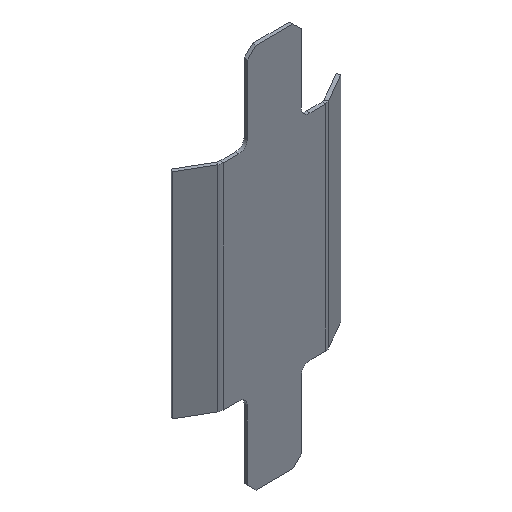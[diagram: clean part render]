
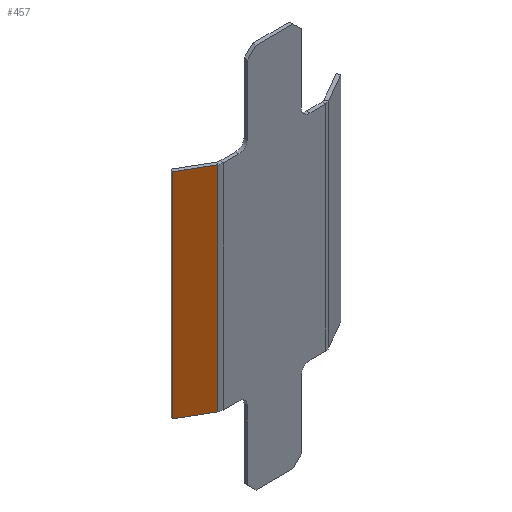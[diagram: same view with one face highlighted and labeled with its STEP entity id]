
A CAD part, isometric view. The second image highlights one B-rep face of the part: STEP entity #457.
In plain terms, the highlighted planar face has unit normal (-0.5, -0.866, 0).
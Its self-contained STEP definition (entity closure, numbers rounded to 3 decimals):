
#11 = ORIENTED_EDGE ( 'NONE', *, *, #229, .F. ) ;
#15 = LINE ( 'NONE', #818, #911 ) ;
#34 = EDGE_CURVE ( 'NONE', #497, #1003, #861, .T. ) ;
#138 = PLANE ( 'NONE',  #920 ) ;
#152 = VERTEX_POINT ( 'NONE', #1032 ) ;
#153 = DIRECTION ( 'NONE',  ( 0.866, -0.5, 0. ) ) ;
#170 = DIRECTION ( 'NONE',  ( -0.866, 0.5, 0. ) ) ;
#184 = VECTOR ( 'NONE', #170, 1000. ) ;
#209 = EDGE_CURVE ( 'NONE', #1108, #497, #15, .T. ) ;
#229 = EDGE_CURVE ( 'NONE', #152, #1108, #437, .T. ) ;
#233 = VECTOR ( 'NONE', #566, 1000. ) ;
#272 = CARTESIAN_POINT ( 'NONE',  ( -6.336, -0.346, 12.5 ) ) ;
#285 = LINE ( 'NONE', #1098, #233 ) ;
#393 = ORIENTED_EDGE ( 'NONE', *, *, #209, .F. ) ;
#400 = CARTESIAN_POINT ( 'NONE',  ( -1.855, -2.934, 0. ) ) ;
#421 = EDGE_LOOP ( 'NONE', ( #846, #1026, #393, #11 ) ) ;
#430 = CARTESIAN_POINT ( 'NONE',  ( -9.85, 1.682, -12.5 ) ) ;
#437 = LINE ( 'NONE', #430, #184 ) ;
#445 = CARTESIAN_POINT ( 'NONE',  ( -6.475, -0.266, 12.5 ) ) ;
#457 = ADVANCED_FACE ( 'NONE', ( #1068 ), #138, .F. ) ;
#497 = VERTEX_POINT ( 'NONE', #889 ) ;
#566 = DIRECTION ( 'NONE',  ( 0., 0., -1. ) ) ;
#590 = EDGE_CURVE ( 'NONE', #1003, #152, #285, .T. ) ;
#601 = VECTOR ( 'NONE', #706, 1000. ) ;
#706 = DIRECTION ( 'NONE',  ( 0.866, -0.5, 0. ) ) ;
#812 = CARTESIAN_POINT ( 'NONE',  ( -9.85, 1.682, -12.5 ) ) ;
#818 = CARTESIAN_POINT ( 'NONE',  ( -9.85, 1.682, 12.5 ) ) ;
#834 = DIRECTION ( 'NONE',  ( 0., 0., 1. ) ) ;
#846 = ORIENTED_EDGE ( 'NONE', *, *, #590, .F. ) ;
#861 = LINE ( 'NONE', #272, #601 ) ;
#889 = CARTESIAN_POINT ( 'NONE',  ( -9.85, 1.682, 12.5 ) ) ;
#911 = VECTOR ( 'NONE', #834, 1000. ) ;
#920 = AXIS2_PLACEMENT_3D ( 'NONE', #400, #986, #153 ) ;
#986 = DIRECTION ( 'NONE',  ( 0.5, 0.866, 0. ) ) ;
#1003 = VERTEX_POINT ( 'NONE', #445 ) ;
#1026 = ORIENTED_EDGE ( 'NONE', *, *, #34, .F. ) ;
#1032 = CARTESIAN_POINT ( 'NONE',  ( -6.475, -0.266, -12.5 ) ) ;
#1068 = FACE_OUTER_BOUND ( 'NONE', #421, .T. ) ;
#1098 = CARTESIAN_POINT ( 'NONE',  ( -6.475, -0.266, -12.5 ) ) ;
#1108 = VERTEX_POINT ( 'NONE', #812 ) ;
